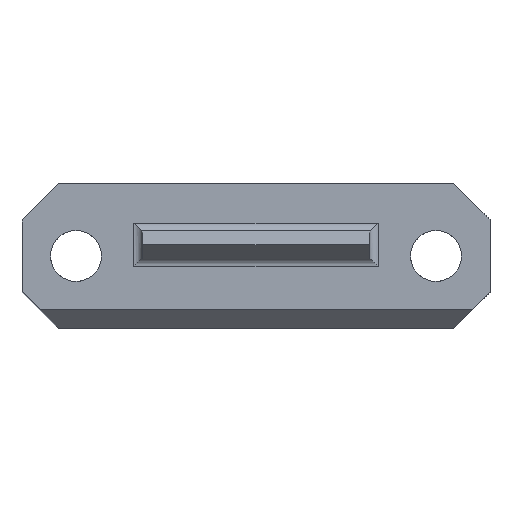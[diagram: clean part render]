
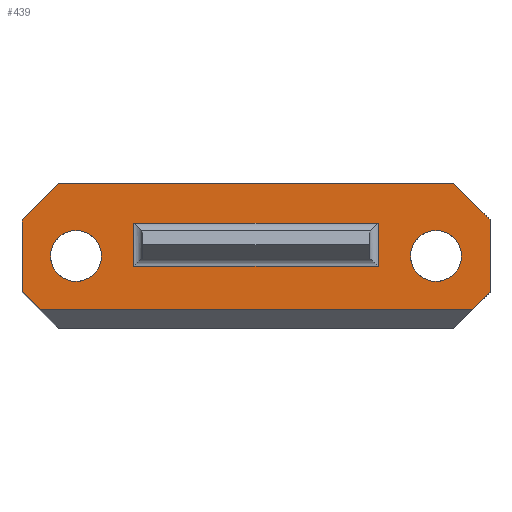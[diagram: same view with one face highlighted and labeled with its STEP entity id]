
A CAD part, top view. The second image highlights one B-rep face of the part: STEP entity #439.
In plain terms, the highlighted planar face has unit normal (0, 0, 1).
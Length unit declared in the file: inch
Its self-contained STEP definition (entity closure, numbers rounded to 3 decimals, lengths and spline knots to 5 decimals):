
#41 = AXIS2_PLACEMENT_3D ( 'NONE', #1207, #1061, #1062 ) ;
#56 = EDGE_CURVE ( 'NONE', #418, #945, #230, .T. ) ;
#58 = EDGE_CURVE ( 'NONE', #396, #934, #210, .T. ) ;
#94 = ORIENTED_EDGE ( 'NONE', *, *, #355, .F. ) ;
#98 = ORIENTED_EDGE ( 'NONE', *, *, #378, .T. ) ;
#109 = ORIENTED_EDGE ( 'NONE', *, *, #329, .F. ) ;
#117 = ORIENTED_EDGE ( 'NONE', *, *, #368, .T. ) ;
#120 = LINE ( 'NONE', #874, #130 ) ;
#122 = ORIENTED_EDGE ( 'NONE', *, *, #56, .T. ) ;
#126 = ORIENTED_EDGE ( 'NONE', *, *, #333, .F. ) ;
#130 = VECTOR ( 'NONE', #873, 39.37008 ) ;
#131 = ORIENTED_EDGE ( 'NONE', *, *, #372, .T. ) ;
#141 = LINE ( 'NONE', #898, #183 ) ;
#162 = CIRCLE ( 'NONE', #256, 0.0885 ) ;
#175 = LINE ( 'NONE', #1215, #195 ) ;
#178 = ORIENTED_EDGE ( 'NONE', *, *, #367, .T. ) ;
#183 = VECTOR ( 'NONE', #731, 39.37008 ) ;
#186 = ORIENTED_EDGE ( 'NONE', *, *, #323, .F. ) ;
#187 = LINE ( 'NONE', #1050, #208 ) ;
#195 = VECTOR ( 'NONE', #753, 39.37008 ) ;
#196 = CIRCLE ( 'NONE', #271, 0.0885 ) ;
#198 = VECTOR ( 'NONE', #1223, 39.37008 ) ;
#208 = VECTOR ( 'NONE', #1160, 39.37008 ) ;
#210 = CIRCLE ( 'NONE', #257, 0.0885 ) ;
#212 = LINE ( 'NONE', #1049, #198 ) ;
#230 = LINE ( 'NONE', #800, #231 ) ;
#231 = VECTOR ( 'NONE', #801, 39.37008 ) ;
#239 = ORIENTED_EDGE ( 'NONE', *, *, #334, .T. ) ;
#241 = ORIENTED_EDGE ( 'NONE', *, *, #321, .T. ) ;
#256 = AXIS2_PLACEMENT_3D ( 'NONE', #1107, #1143, #1185 ) ;
#257 = AXIS2_PLACEMENT_3D ( 'NONE', #887, #799, #794 ) ;
#261 = AXIS2_PLACEMENT_3D ( 'NONE', #1153, #1152, #1151 ) ;
#271 = AXIS2_PLACEMENT_3D ( 'NONE', #1163, #1125, #1043 ) ;
#313 = EDGE_CURVE ( 'NONE', #425, #383, #141, .T. ) ;
#321 = EDGE_CURVE ( 'NONE', #945, #398, #175, .T. ) ;
#323 = EDGE_CURVE ( 'NONE', #387, #398, #212, .T. ) ;
#329 = EDGE_CURVE ( 'NONE', #934, #396, #162, .T. ) ;
#333 = EDGE_CURVE ( 'NONE', #393, #384, #196, .T. ) ;
#334 = EDGE_CURVE ( 'NONE', #907, #420, #187, .T. ) ;
#337 = EDGE_CURVE ( 'NONE', #387, #907, #120, .T. ) ;
#355 = EDGE_CURVE ( 'NONE', #384, #393, #631, .T. ) ;
#362 = EDGE_CURVE ( 'NONE', #422, #425, #613, .T. ) ;
#367 = EDGE_CURVE ( 'NONE', #417, #382, #649, .T. ) ;
#368 = EDGE_CURVE ( 'NONE', #391, #422, #652, .T. ) ;
#372 = EDGE_CURVE ( 'NONE', #382, #418, #592, .T. ) ;
#373 = EDGE_CURVE ( 'NONE', #383, #391, #638, .T. ) ;
#378 = EDGE_CURVE ( 'NONE', #420, #417, #653, .T. ) ;
#382 = VERTEX_POINT ( 'NONE', #856 ) ;
#383 = VERTEX_POINT ( 'NONE', #854 ) ;
#384 = VERTEX_POINT ( 'NONE', #847 ) ;
#387 = VERTEX_POINT ( 'NONE', #975 ) ;
#391 = VERTEX_POINT ( 'NONE', #972 ) ;
#393 = VERTEX_POINT ( 'NONE', #970 ) ;
#396 = VERTEX_POINT ( 'NONE', #978 ) ;
#398 = VERTEX_POINT ( 'NONE', #976 ) ;
#417 = VERTEX_POINT ( 'NONE', #998 ) ;
#418 = VERTEX_POINT ( 'NONE', #997 ) ;
#420 = VERTEX_POINT ( 'NONE', #999 ) ;
#422 = VERTEX_POINT ( 'NONE', #948 ) ;
#425 = VERTEX_POINT ( 'NONE', #1059 ) ;
#439 = ADVANCED_FACE ( 'NONE', ( #601, #673, #657, #633 ), #1102, .F. ) ;
#450 = ORIENTED_EDGE ( 'NONE', *, *, #337, .T. ) ;
#451 = ORIENTED_EDGE ( 'NONE', *, *, #373, .T. ) ;
#471 = EDGE_LOOP ( 'NONE', ( #586, #109 ) ) ;
#476 = EDGE_LOOP ( 'NONE', ( #126, #94 ) ) ;
#483 = EDGE_LOOP ( 'NONE', ( #131, #122, #241, #186, #450, #239, #98, #178 ) ) ;
#499 = ORIENTED_EDGE ( 'NONE', *, *, #313, .T. ) ;
#530 = EDGE_LOOP ( 'NONE', ( #499, #451, #117, #576 ) ) ;
#576 = ORIENTED_EDGE ( 'NONE', *, *, #362, .T. ) ;
#586 = ORIENTED_EDGE ( 'NONE', *, *, #58, .F. ) ;
#592 = LINE ( 'NONE', #1038, #634 ) ;
#601 = FACE_BOUND ( 'NONE', #530, .T. ) ;
#603 = VECTOR ( 'NONE', #1113, 39.37008 ) ;
#613 = LINE ( 'NONE', #1057, #603 ) ;
#621 = VECTOR ( 'NONE', #958, 39.37008 ) ;
#623 = VECTOR ( 'NONE', #858, 39.37008 ) ;
#627 = VECTOR ( 'NONE', #1037, 39.37008 ) ;
#631 = CIRCLE ( 'NONE', #261, 0.0885 ) ;
#633 = FACE_OUTER_BOUND ( 'NONE', #483, .T. ) ;
#634 = VECTOR ( 'NONE', #1017, 39.37008 ) ;
#638 = LINE ( 'NONE', #944, #627 ) ;
#649 = LINE ( 'NONE', #1005, #651 ) ;
#651 = VECTOR ( 'NONE', #1003, 39.37008 ) ;
#652 = LINE ( 'NONE', #957, #621 ) ;
#653 = LINE ( 'NONE', #844, #623 ) ;
#657 = FACE_BOUND ( 'NONE', #471, .T. ) ;
#673 = FACE_BOUND ( 'NONE', #476, .T. ) ;
#731 = DIRECTION ( 'NONE',  ( -1., 0., 0. ) ) ;
#753 = DIRECTION ( 'NONE',  ( 0.707, 0.707, 0. ) ) ;
#794 = DIRECTION ( 'NONE',  ( 1., 0., 0. ) ) ;
#799 = DIRECTION ( 'NONE',  ( 0., 0., 1. ) ) ;
#800 = CARTESIAN_POINT ( 'NONE',  ( 0.8125, -0.1875, 0.1 ) ) ;
#801 = DIRECTION ( 'NONE',  ( 1., 0., 0. ) ) ;
#844 = CARTESIAN_POINT ( 'NONE',  ( -0.6875, 0.25, 0.1 ) ) ;
#847 = CARTESIAN_POINT ( 'NONE',  ( 0.5365, 0., 0.1 ) ) ;
#854 = CARTESIAN_POINT ( 'NONE',  ( -0.4237, -0.03573, 0.1 ) ) ;
#856 = CARTESIAN_POINT ( 'NONE',  ( -0.8125, -0.125, 0.1 ) ) ;
#858 = DIRECTION ( 'NONE',  ( -0.707, -0.707, 0. ) ) ;
#873 = DIRECTION ( 'NONE',  ( -0.707, 0.707, 0. ) ) ;
#874 = CARTESIAN_POINT ( 'NONE',  ( 0.8125, 0.125, 0.1 ) ) ;
#883 = CARTESIAN_POINT ( 'NONE',  ( 0.6875, 0.25, 0.1 ) ) ;
#887 = CARTESIAN_POINT ( 'NONE',  ( -0.625, 0., 0.1 ) ) ;
#898 = CARTESIAN_POINT ( 'NONE',  ( -0.3937, -0.03573, 0.1 ) ) ;
#907 = VERTEX_POINT ( 'NONE', #883 ) ;
#918 = CARTESIAN_POINT ( 'NONE',  ( 0.75, -0.1875, 0.1 ) ) ;
#934 = VERTEX_POINT ( 'NONE', #1193 ) ;
#944 = CARTESIAN_POINT ( 'NONE',  ( -0.4237, -0.25, 0.1 ) ) ;
#945 = VERTEX_POINT ( 'NONE', #918 ) ;
#948 = CARTESIAN_POINT ( 'NONE',  ( 0.4237, 0.11447, 0.1 ) ) ;
#957 = CARTESIAN_POINT ( 'NONE',  ( 0.3937, 0.11447, 0.1 ) ) ;
#958 = DIRECTION ( 'NONE',  ( 1., 0., 0. ) ) ;
#970 = CARTESIAN_POINT ( 'NONE',  ( 0.7135, 0., 0.1 ) ) ;
#972 = CARTESIAN_POINT ( 'NONE',  ( -0.4237, 0.11447, 0.1 ) ) ;
#975 = CARTESIAN_POINT ( 'NONE',  ( 0.8125, 0.125, 0.1 ) ) ;
#976 = CARTESIAN_POINT ( 'NONE',  ( 0.8125, -0.125, 0.1 ) ) ;
#978 = CARTESIAN_POINT ( 'NONE',  ( -0.5365, 0., 0.1 ) ) ;
#997 = CARTESIAN_POINT ( 'NONE',  ( -0.75, -0.1875, 0.1 ) ) ;
#998 = CARTESIAN_POINT ( 'NONE',  ( -0.8125, 0.125, 0.1 ) ) ;
#999 = CARTESIAN_POINT ( 'NONE',  ( -0.6875, 0.25, 0.1 ) ) ;
#1003 = DIRECTION ( 'NONE',  ( 0., -1., 0. ) ) ;
#1005 = CARTESIAN_POINT ( 'NONE',  ( -0.8125, -0.25, 0.1 ) ) ;
#1017 = DIRECTION ( 'NONE',  ( 0.707, -0.707, 0. ) ) ;
#1037 = DIRECTION ( 'NONE',  ( 0., 1., 0. ) ) ;
#1038 = CARTESIAN_POINT ( 'NONE',  ( -0.6875, -0.25, 0.1 ) ) ;
#1043 = DIRECTION ( 'NONE',  ( 1., 0., 0. ) ) ;
#1049 = CARTESIAN_POINT ( 'NONE',  ( 0.8125, -0.25, 0.1 ) ) ;
#1050 = CARTESIAN_POINT ( 'NONE',  ( 0.8125, 0.25, 0.1 ) ) ;
#1057 = CARTESIAN_POINT ( 'NONE',  ( 0.4237, -0.01874, 0.1 ) ) ;
#1059 = CARTESIAN_POINT ( 'NONE',  ( 0.4237, -0.03573, 0.1 ) ) ;
#1061 = DIRECTION ( 'NONE',  ( 0., 0., -1. ) ) ;
#1062 = DIRECTION ( 'NONE',  ( 0., 1., 0. ) ) ;
#1102 = PLANE ( 'NONE',  #41 ) ;
#1107 = CARTESIAN_POINT ( 'NONE',  ( -0.625, 0., 0.1 ) ) ;
#1113 = DIRECTION ( 'NONE',  ( 0., -1., 0. ) ) ;
#1125 = DIRECTION ( 'NONE',  ( 0., 0., 1. ) ) ;
#1143 = DIRECTION ( 'NONE',  ( 0., 0., 1. ) ) ;
#1151 = DIRECTION ( 'NONE',  ( 1., 0., 0. ) ) ;
#1152 = DIRECTION ( 'NONE',  ( 0., 0., 1. ) ) ;
#1153 = CARTESIAN_POINT ( 'NONE',  ( 0.625, 0., 0.1 ) ) ;
#1160 = DIRECTION ( 'NONE',  ( -1., 0., 0. ) ) ;
#1163 = CARTESIAN_POINT ( 'NONE',  ( 0.625, 0., 0.1 ) ) ;
#1185 = DIRECTION ( 'NONE',  ( 1., 0., 0. ) ) ;
#1193 = CARTESIAN_POINT ( 'NONE',  ( -0.7135, 0., 0.1 ) ) ;
#1207 = CARTESIAN_POINT ( 'NONE',  ( 0.8125, -0.25, 0.1 ) ) ;
#1215 = CARTESIAN_POINT ( 'NONE',  ( 0.8125, -0.125, 0.1 ) ) ;
#1223 = DIRECTION ( 'NONE',  ( 0., -1., 0. ) ) ;
